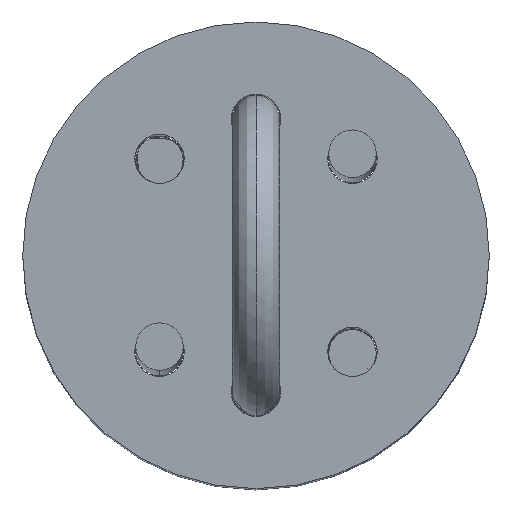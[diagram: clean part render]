
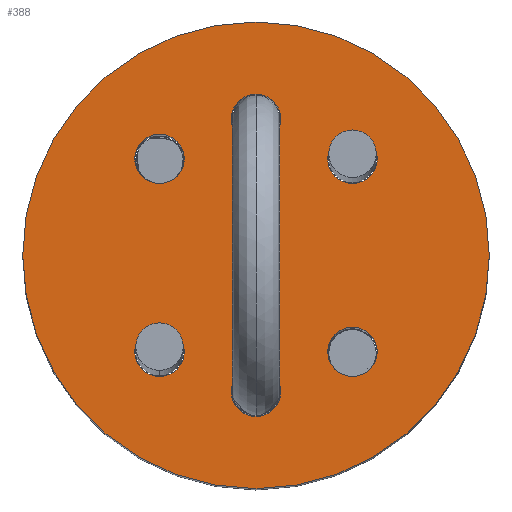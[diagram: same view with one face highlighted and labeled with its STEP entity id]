
A CAD part, top view. The second image highlights one B-rep face of the part: STEP entity #388.
In plain terms, the highlighted planar face has unit normal (0, 0, 1).
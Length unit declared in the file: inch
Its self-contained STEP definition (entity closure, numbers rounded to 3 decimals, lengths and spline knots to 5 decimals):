
#83=CARTESIAN_POINT('',(0.,0.,0.197));
#84=DIRECTION('',(0.,0.,1.));
#85=DIRECTION('',(1.,0.,0.));
#86=AXIS2_PLACEMENT_3D('',#83,#84,#85);
#88=CARTESIAN_POINT('',(0.,0.,0.197));
#89=DIRECTION('',(0.,0.,1.));
#90=DIRECTION('',(-1.,0.,0.));
#91=AXIS2_PLACEMENT_3D('',#88,#89,#90);
#93=CARTESIAN_POINT('',(0.,0.069,0.197));
#94=DIRECTION('',(0.,0.,1.));
#95=DIRECTION('',(1.,0.,0.));
#96=AXIS2_PLACEMENT_3D('',#93,#94,#95);
#98=CARTESIAN_POINT('',(0.,0.069,0.197));
#99=DIRECTION('',(0.,0.,1.));
#100=DIRECTION('',(-1.,0.,0.));
#101=AXIS2_PLACEMENT_3D('',#98,#99,#100);
#103=CARTESIAN_POINT('',(-0.04879,0.04879,0.197));
#104=DIRECTION('',(0.,0.,1.));
#105=DIRECTION('',(0.707,0.707,0.));
#106=AXIS2_PLACEMENT_3D('',#103,#104,#105);
#108=CARTESIAN_POINT('',(-0.04879,0.04879,0.197));
#109=DIRECTION('',(0.,0.,1.));
#110=DIRECTION('',(-0.707,-0.707,0.));
#111=AXIS2_PLACEMENT_3D('',#108,#109,#110);
#113=CARTESIAN_POINT('',(-0.04879,-0.04879,0.197));
#114=DIRECTION('',(0.,0.,1.));
#115=DIRECTION('',(-0.707,0.707,0.));
#116=AXIS2_PLACEMENT_3D('',#113,#114,#115);
#118=CARTESIAN_POINT('',(-0.04879,-0.04879,0.197));
#119=DIRECTION('',(0.,0.,1.));
#120=DIRECTION('',(0.707,-0.707,0.));
#121=AXIS2_PLACEMENT_3D('',#118,#119,#120);
#123=CARTESIAN_POINT('',(0.,-0.069,0.197));
#124=DIRECTION('',(0.,0.,1.));
#125=DIRECTION('',(-1.,0.,0.));
#126=AXIS2_PLACEMENT_3D('',#123,#124,#125);
#128=CARTESIAN_POINT('',(0.,-0.069,0.197));
#129=DIRECTION('',(0.,0.,1.));
#130=DIRECTION('',(1.,0.,0.));
#131=AXIS2_PLACEMENT_3D('',#128,#129,#130);
#133=CARTESIAN_POINT('',(0.04879,-0.04879,0.197));
#134=DIRECTION('',(0.,0.,1.));
#135=DIRECTION('',(-0.707,-0.707,0.));
#136=AXIS2_PLACEMENT_3D('',#133,#134,#135);
#138=CARTESIAN_POINT('',(0.04879,-0.04879,0.197));
#139=DIRECTION('',(0.,0.,1.));
#140=DIRECTION('',(0.707,0.707,0.));
#141=AXIS2_PLACEMENT_3D('',#138,#139,#140);
#143=CARTESIAN_POINT('',(0.04879,0.04879,0.197));
#144=DIRECTION('',(0.,0.,1.));
#145=DIRECTION('',(0.707,-0.707,0.));
#146=AXIS2_PLACEMENT_3D('',#143,#144,#145);
#148=CARTESIAN_POINT('',(0.04879,0.04879,0.197));
#149=DIRECTION('',(0.,0.,1.));
#150=DIRECTION('',(-0.707,0.707,0.));
#151=AXIS2_PLACEMENT_3D('',#148,#149,#150);
#201=CARTESIAN_POINT('',(0.118,0.,0.197));
#202=CARTESIAN_POINT('',(-0.118,0.,0.197));
#203=VERTEX_POINT('',#201);
#204=VERTEX_POINT('',#202);
#209=CARTESIAN_POINT('',(0.0125,0.069,0.197));
#210=CARTESIAN_POINT('',(-0.0125,0.069,0.197));
#211=VERTEX_POINT('',#209);
#212=VERTEX_POINT('',#210);
#217=CARTESIAN_POINT('',(-0.03995,0.05763,0.197));
#218=CARTESIAN_POINT('',(-0.05763,0.03995,0.197));
#219=VERTEX_POINT('',#217);
#220=VERTEX_POINT('',#218);
#225=CARTESIAN_POINT('',(-0.05763,-0.03995,0.197));
#226=CARTESIAN_POINT('',(-0.03995,-0.05763,0.197));
#227=VERTEX_POINT('',#225);
#228=VERTEX_POINT('',#226);
#233=CARTESIAN_POINT('',(-0.0125,-0.069,0.197));
#234=CARTESIAN_POINT('',(0.0125,-0.069,0.197));
#235=VERTEX_POINT('',#233);
#236=VERTEX_POINT('',#234);
#241=CARTESIAN_POINT('',(0.03995,-0.05763,0.197));
#242=CARTESIAN_POINT('',(0.05763,-0.03995,0.197));
#243=VERTEX_POINT('',#241);
#244=VERTEX_POINT('',#242);
#249=CARTESIAN_POINT('',(0.05763,0.03995,0.197));
#250=CARTESIAN_POINT('',(0.03995,0.05763,0.197));
#251=VERTEX_POINT('',#249);
#252=VERTEX_POINT('',#250);
#344=CARTESIAN_POINT('',(0.,0.,0.197));
#345=DIRECTION('',(0.,0.,1.));
#346=DIRECTION('',(1.,0.,0.));
#347=AXIS2_PLACEMENT_3D('',#344,#345,#346);
#348=PLANE('',#347);
#349=ORIENTED_EDGE('',*,*,#324,.F.);
#350=ORIENTED_EDGE('',*,*,#338,.F.);
#351=EDGE_LOOP('',(#349,#350));
#352=FACE_OUTER_BOUND('',#351,.F.);
#354=ORIENTED_EDGE('',*,*,#353,.T.);
#356=ORIENTED_EDGE('',*,*,#355,.T.);
#357=EDGE_LOOP('',(#354,#356));
#358=FACE_BOUND('',#357,.F.);
#360=ORIENTED_EDGE('',*,*,#359,.T.);
#362=ORIENTED_EDGE('',*,*,#361,.T.);
#363=EDGE_LOOP('',(#360,#362));
#364=FACE_BOUND('',#363,.F.);
#366=ORIENTED_EDGE('',*,*,#365,.T.);
#368=ORIENTED_EDGE('',*,*,#367,.T.);
#369=EDGE_LOOP('',(#366,#368));
#370=FACE_BOUND('',#369,.F.);
#372=ORIENTED_EDGE('',*,*,#371,.T.);
#374=ORIENTED_EDGE('',*,*,#373,.T.);
#375=EDGE_LOOP('',(#372,#374));
#376=FACE_BOUND('',#375,.F.);
#378=ORIENTED_EDGE('',*,*,#377,.T.);
#380=ORIENTED_EDGE('',*,*,#379,.T.);
#381=EDGE_LOOP('',(#378,#380));
#382=FACE_BOUND('',#381,.F.);
#384=ORIENTED_EDGE('',*,*,#383,.T.);
#385=ORIENTED_EDGE('',*,*,#262,.T.);
#386=EDGE_LOOP('',(#384,#385));
#387=FACE_BOUND('',#386,.F.);
#87=CIRCLE('',#86,0.118);
#92=CIRCLE('',#91,0.118);
#97=CIRCLE('',#96,0.0125);
#102=CIRCLE('',#101,0.0125);
#107=CIRCLE('',#106,0.0125);
#112=CIRCLE('',#111,0.0125);
#117=CIRCLE('',#116,0.0125);
#122=CIRCLE('',#121,0.0125);
#127=CIRCLE('',#126,0.0125);
#132=CIRCLE('',#131,0.0125);
#137=CIRCLE('',#136,0.0125);
#142=CIRCLE('',#141,0.0125);
#147=CIRCLE('',#146,0.0125);
#152=CIRCLE('',#151,0.0125);
#262=EDGE_CURVE('',#252,#251,#152,.T.);
#324=EDGE_CURVE('',#203,#204,#87,.T.);
#338=EDGE_CURVE('',#204,#203,#92,.T.);
#353=EDGE_CURVE('',#211,#212,#97,.T.);
#355=EDGE_CURVE('',#212,#211,#102,.T.);
#359=EDGE_CURVE('',#219,#220,#107,.T.);
#361=EDGE_CURVE('',#220,#219,#112,.T.);
#365=EDGE_CURVE('',#227,#228,#117,.T.);
#367=EDGE_CURVE('',#228,#227,#122,.T.);
#371=EDGE_CURVE('',#235,#236,#127,.T.);
#373=EDGE_CURVE('',#236,#235,#132,.T.);
#377=EDGE_CURVE('',#243,#244,#137,.T.);
#379=EDGE_CURVE('',#244,#243,#142,.T.);
#383=EDGE_CURVE('',#251,#252,#147,.T.);
#388=ADVANCED_FACE('',(#352,#358,#364,#370,#376,#382,#387),#348,.T.);
